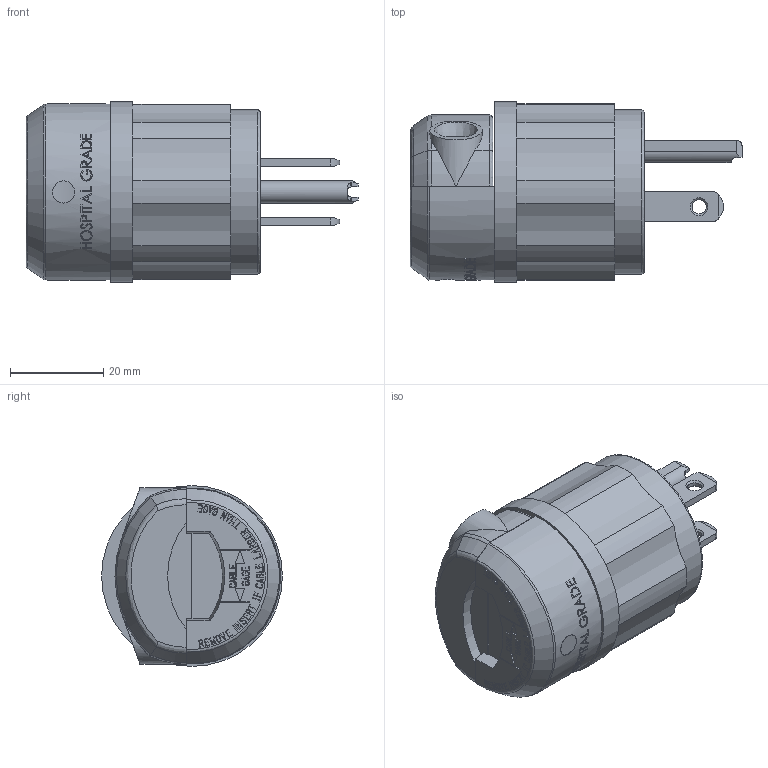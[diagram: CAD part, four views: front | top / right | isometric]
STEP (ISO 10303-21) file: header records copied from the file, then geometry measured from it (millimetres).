
FILE_DESCRIPTION (( 'STEP AP214' ), '1' );
FILE_NAME ('CATSTD-08215-00C-M01.STEP', '2020-04-06T18:06:48', ( '' ), ( '' ), 'SwSTEP 2.0', 'SolidWorks 2017', '' );
FILE_SCHEMA (( 'AUTOMOTIVE_DESIGN' ));
Length unit declared in the file: inch
Products named in the file (2): CATSTD-08215-00C-M01
Bounding box: 71.37 x 38.89 x 38.89 mm (x, y, z)
Volume: 52214 mm3; surface area: 11767.2 mm2
Topology: 1 solids, 5 shells, 1666 faces, 4614 edges, 3083 vertices
Faces by surface type: plane 1371, cylinder 150, bspline 128, cone 17
Full cylindrical faces by diameter (mm): 3.048 x2, 5.156 x3, 6.096 x3, 6.858 x2, 35.306 x1, 38.887 x1
Entity records: 81151 total; most frequent: CARTESIAN_POINT 20246, ORIENTED_EDGE 9168, DIRECTION 7289, EDGE_CURVE 4584, VECTOR 3699, LINE 3699, VERTEX_POINT 3071, EDGE_LOOP 1813
